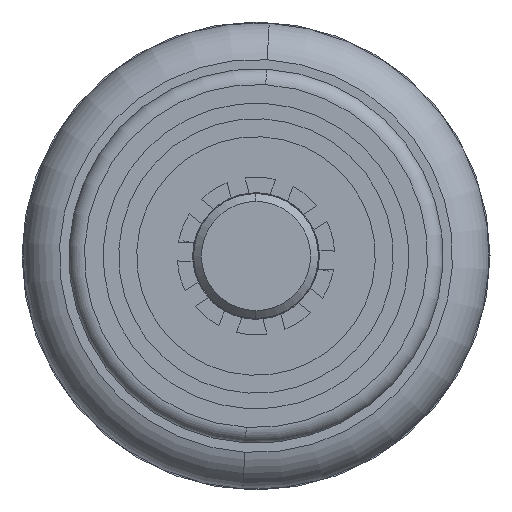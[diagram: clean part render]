
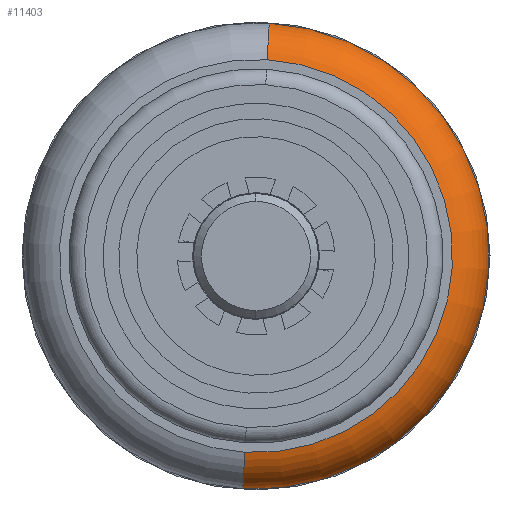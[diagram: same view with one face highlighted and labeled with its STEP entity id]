
A CAD part, left-side view. The second image highlights one B-rep face of the part: STEP entity #11403.
In plain terms, the highlighted toroidal (fillet/blend) face has major radius 11.95 mm and minor radius 3 mm.
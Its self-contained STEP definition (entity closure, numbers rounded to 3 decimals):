
#513 = CIRCLE ( 'NONE', #14640, 14.95 ) ;
#763 = CARTESIAN_POINT ( 'NONE',  ( 14.929, -0.679, 11.931 ) ) ;
#846 = VERTEX_POINT ( 'NONE', #20150 ) ;
#1250 = VERTEX_POINT ( 'NONE', #16841 ) ;
#1456 = AXIS2_PLACEMENT_3D ( 'NONE', #763, #20558, #24721 ) ;
#3180 = ORIENTED_EDGE ( 'NONE', *, *, #4152, .T. ) ;
#4152 = EDGE_CURVE ( 'NONE', #846, #23767, #23160, .T. ) ;
#5517 = DIRECTION ( 'NONE',  ( 1., 0., 0. ) ) ;
#5834 = EDGE_CURVE ( 'NONE', #23767, #1250, #513, .T. ) ;
#6624 = DIRECTION ( 'NONE',  ( -1., 0., 0. ) ) ;
#6926 = CIRCLE ( 'NONE', #1456, 3. ) ;
#8564 = ORIENTED_EDGE ( 'NONE', *, *, #17848, .T. ) ;
#8679 = FACE_OUTER_BOUND ( 'NONE', #16909, .T. ) ;
#8843 = DIRECTION ( 'NONE',  ( 0., 0.057, -0.998 ) ) ;
#9287 = TOROIDAL_SURFACE ( 'NONE', #10147, 11.95, 3. ) ;
#9514 = CIRCLE ( 'NONE', #17758, 12.6 ) ;
#9945 = DIRECTION ( 'NONE',  ( 1., 0., 0. ) ) ;
#10147 = AXIS2_PLACEMENT_3D ( 'NONE', #11994, #9945, #13959 ) ;
#10595 = VERTEX_POINT ( 'NONE', #22677 ) ;
#11403 = ADVANCED_FACE ( 'NONE', ( #8679 ), #9287, .T. ) ;
#11994 = CARTESIAN_POINT ( 'NONE',  ( 14.929, 0., 0. ) ) ;
#13265 = DIRECTION ( 'NONE',  ( 0., -0.057, 0.998 ) ) ;
#13270 = ORIENTED_EDGE ( 'NONE', *, *, #5834, .T. ) ;
#13959 = DIRECTION ( 'NONE',  ( 0., -0.057, 0.998 ) ) ;
#14579 = DIRECTION ( 'NONE',  ( 0., -0.998, -0.057 ) ) ;
#14640 = AXIS2_PLACEMENT_3D ( 'NONE', #20468, #6624, #20207 ) ;
#15566 = ORIENTED_EDGE ( 'NONE', *, *, #23997, .F. ) ;
#16814 = CARTESIAN_POINT ( 'NONE',  ( 14.929, 0.679, -11.931 ) ) ;
#16841 = CARTESIAN_POINT ( 'NONE',  ( 14.929, -0.849, 14.926 ) ) ;
#16909 = EDGE_LOOP ( 'NONE', ( #8564, #3180, #13270, #15566 ) ) ;
#17758 = AXIS2_PLACEMENT_3D ( 'NONE', #23116, #5517, #13265 ) ;
#17848 = EDGE_CURVE ( 'NONE', #10595, #846, #9514, .T. ) ;
#20150 = CARTESIAN_POINT ( 'NONE',  ( 12., 0.716, -12.58 ) ) ;
#20207 = DIRECTION ( 'NONE',  ( 0., -0.057, 0.998 ) ) ;
#20468 = CARTESIAN_POINT ( 'NONE',  ( 14.929, 0., 0. ) ) ;
#20558 = DIRECTION ( 'NONE',  ( 0., 0.998, 0.057 ) ) ;
#22677 = CARTESIAN_POINT ( 'NONE',  ( 12., -0.716, 12.58 ) ) ;
#23116 = CARTESIAN_POINT ( 'NONE',  ( 12., 0., 0. ) ) ;
#23160 = CIRCLE ( 'NONE', #24048, 3. ) ;
#23767 = VERTEX_POINT ( 'NONE', #24849 ) ;
#23997 = EDGE_CURVE ( 'NONE', #10595, #1250, #6926, .T. ) ;
#24048 = AXIS2_PLACEMENT_3D ( 'NONE', #16814, #14579, #8843 ) ;
#24721 = DIRECTION ( 'NONE',  ( 0., -0.057, 0.998 ) ) ;
#24849 = CARTESIAN_POINT ( 'NONE',  ( 14.929, 0.849, -14.926 ) ) ;
